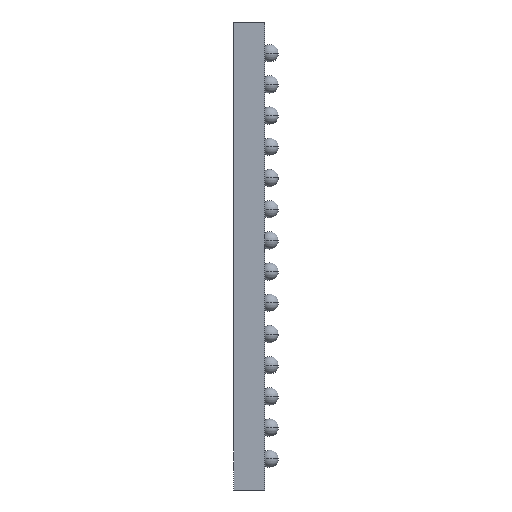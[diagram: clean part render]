
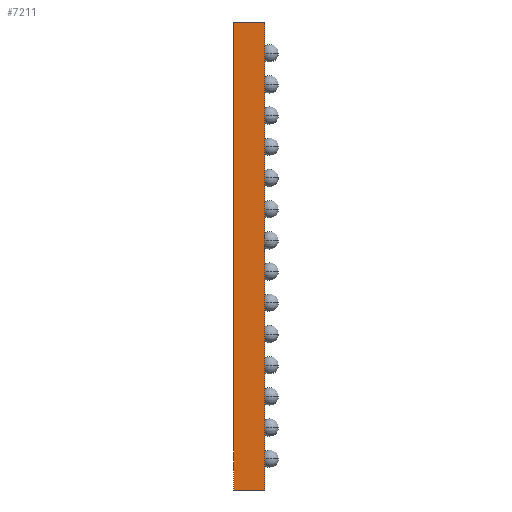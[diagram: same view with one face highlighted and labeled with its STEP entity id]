
A CAD part, left-side view. The second image highlights one B-rep face of the part: STEP entity #7211.
In plain terms, the highlighted planar face has unit normal (-1, 0, 0).
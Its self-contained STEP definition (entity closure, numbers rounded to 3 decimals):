
#344 = ORIENTED_EDGE ( 'NONE', *, *, #2962, .T. ) ;
#1095 = PLANE ( 'NONE',  #8658 ) ;
#1098 = VERTEX_POINT ( 'NONE', #5461 ) ;
#1406 = VECTOR ( 'NONE', #5234, 1000. ) ;
#1418 = CARTESIAN_POINT ( 'NONE',  ( -6., 0.35, 6. ) ) ;
#1513 = CARTESIAN_POINT ( 'NONE',  ( -6., 1.15, 6. ) ) ;
#1526 = ORIENTED_EDGE ( 'NONE', *, *, #10920, .T. ) ;
#1642 = ORIENTED_EDGE ( 'NONE', *, *, #15186, .F. ) ;
#1732 = DIRECTION ( 'NONE',  ( 0., -1., 0. ) ) ;
#1906 = VECTOR ( 'NONE', #1732, 1000. ) ;
#2962 = EDGE_CURVE ( 'NONE', #1098, #10784, #4705, .T. ) ;
#3620 = CARTESIAN_POINT ( 'NONE',  ( -6., 1.15, 6. ) ) ;
#4705 = LINE ( 'NONE', #11331, #14095 ) ;
#4837 = DIRECTION ( 'NONE',  ( 0., 0., -1. ) ) ;
#5047 = VERTEX_POINT ( 'NONE', #5837 ) ;
#5234 = DIRECTION ( 'NONE',  ( 0., 0., 1. ) ) ;
#5461 = CARTESIAN_POINT ( 'NONE',  ( -6., 0.35, -6. ) ) ;
#5837 = CARTESIAN_POINT ( 'NONE',  ( -6., 1.15, 6. ) ) ;
#6166 = EDGE_LOOP ( 'NONE', ( #344, #1642, #11320, #1526 ) ) ;
#7211 = ADVANCED_FACE ( 'NONE', ( #12417 ), #1095, .F. ) ;
#7543 = DIRECTION ( 'NONE',  ( 0., -1., 0. ) ) ;
#7752 = LINE ( 'NONE', #14909, #10651 ) ;
#8658 = AXIS2_PLACEMENT_3D ( 'NONE', #3620, #12171, #4837 ) ;
#10279 = CARTESIAN_POINT ( 'NONE',  ( -6., 1.15, -6. ) ) ;
#10651 = VECTOR ( 'NONE', #7543, 1000. ) ;
#10784 = VERTEX_POINT ( 'NONE', #1418 ) ;
#10920 = EDGE_CURVE ( 'NONE', #15755, #1098, #11668, .T. ) ;
#11177 = LINE ( 'NONE', #1513, #1406 ) ;
#11320 = ORIENTED_EDGE ( 'NONE', *, *, #12333, .F. ) ;
#11331 = CARTESIAN_POINT ( 'NONE',  ( -6., 0.35, 6. ) ) ;
#11668 = LINE ( 'NONE', #13858, #1906 ) ;
#12171 = DIRECTION ( 'NONE',  ( 1., 0., 0. ) ) ;
#12333 = EDGE_CURVE ( 'NONE', #15755, #5047, #11177, .T. ) ;
#12417 = FACE_OUTER_BOUND ( 'NONE', #6166, .T. ) ;
#13858 = CARTESIAN_POINT ( 'NONE',  ( -6., 1.15, -6. ) ) ;
#14095 = VECTOR ( 'NONE', #14921, 1000. ) ;
#14909 = CARTESIAN_POINT ( 'NONE',  ( -6., 1.15, 6. ) ) ;
#14921 = DIRECTION ( 'NONE',  ( 0., 0., 1. ) ) ;
#15186 = EDGE_CURVE ( 'NONE', #5047, #10784, #7752, .T. ) ;
#15755 = VERTEX_POINT ( 'NONE', #10279 ) ;
